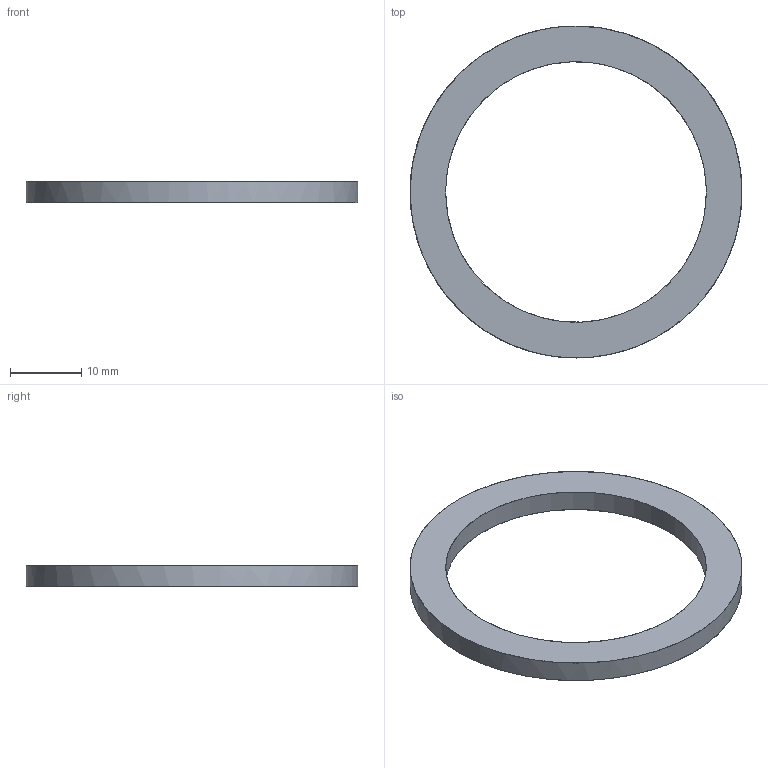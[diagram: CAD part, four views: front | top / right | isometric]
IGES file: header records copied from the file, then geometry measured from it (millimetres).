
Start section: TOPSOLID 254 l'Occitanne, 31670 LABEGE, France Tel   : +33 (0)5 61 00 03 00 Fax   : +33 (0)5 61 00 03 03 Email : 
Global section: file name: 06_A_support_2.igs; native system: TopSolid v622200 TOPSOLID; preprocessor: IGES preprocessor v100000; author: 3Diedre - Laurent Lebeaupin; organization: Nom du client final; date: 220321.195918; units: millimetre
Bounding box: 46.5 x 46.5 x 3 mm (x, y, z)
Surface area: 2087.5 mm2 (no closed solid volume)
Topology: 0 solids, 0 shells, 4 faces, 137 edges, 136 vertices
Faces by surface type: bspline 4
